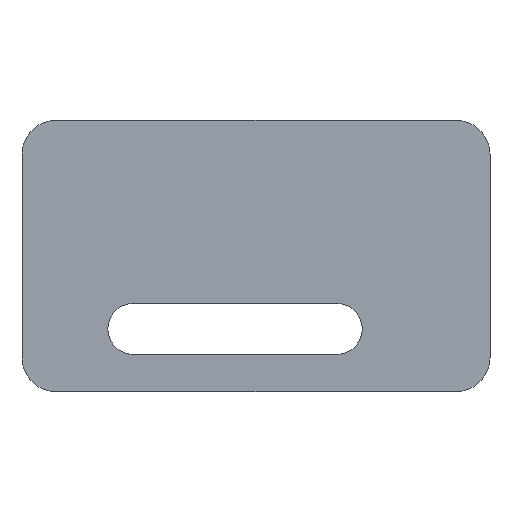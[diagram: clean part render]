
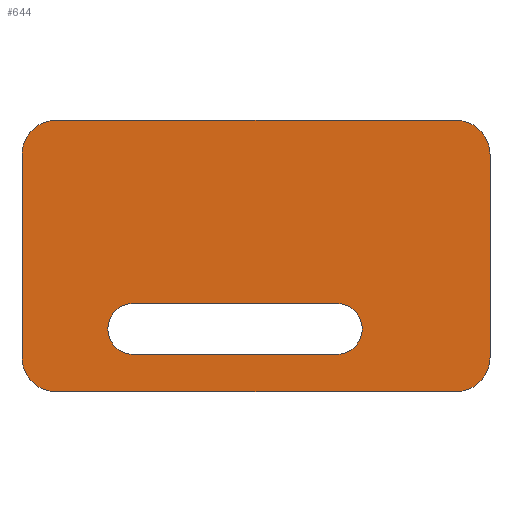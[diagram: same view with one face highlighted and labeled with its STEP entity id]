
A CAD part, top view. The second image highlights one B-rep face of the part: STEP entity #644.
In plain terms, the highlighted planar face has unit normal (0, 0, 1).
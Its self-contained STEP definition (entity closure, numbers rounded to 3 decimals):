
#6 = EDGE_CURVE ( 'NONE', #1116, #48, #1041, .T. ) ;
#30 = CIRCLE ( 'NONE', #707, 7.5 ) ;
#47 = ORIENTED_EDGE ( 'NONE', *, *, #1026, .F. ) ;
#48 = VERTEX_POINT ( 'NONE', #793 ) ;
#53 = DIRECTION ( 'NONE',  ( 0., 1., 0. ) ) ;
#56 = CARTESIAN_POINT ( 'NONE',  ( 146.5, 10.408, 4. ) ) ;
#61 = LINE ( 'NONE', #799, #626 ) ;
#100 = EDGE_CURVE ( 'NONE', #463, #204, #539, .T. ) ;
#102 = EDGE_LOOP ( 'NONE', ( #333, #379, #397, #917, #1032, #926, #902, #1061 ) ) ;
#118 = CARTESIAN_POINT ( 'NONE',  ( 146.5, -59.592, 4. ) ) ;
#131 = DIRECTION ( 'NONE',  ( 1., 0., 0. ) ) ;
#146 = AXIS2_PLACEMENT_3D ( 'NONE', #1012, #352, #361 ) ;
#152 = CARTESIAN_POINT ( 'NONE',  ( 156.5, -49.592, 4. ) ) ;
#180 = VECTOR ( 'NONE', #407, 1000. ) ;
#188 = EDGE_CURVE ( 'NONE', #833, #323, #652, .T. ) ;
#204 = VERTEX_POINT ( 'NONE', #1182 ) ;
#214 = LINE ( 'NONE', #589, #180 ) ;
#221 = VECTOR ( 'NONE', #53, 1000. ) ;
#251 = CARTESIAN_POINT ( 'NONE',  ( 111.316, -41.092, 4. ) ) ;
#256 = AXIS2_PLACEMENT_3D ( 'NONE', #904, #892, #732 ) ;
#270 = ORIENTED_EDGE ( 'NONE', *, *, #849, .F. ) ;
#273 = CARTESIAN_POINT ( 'NONE',  ( 146.5, -59.592, 4. ) ) ;
#281 = VERTEX_POINT ( 'NONE', #563 ) ;
#289 = VERTEX_POINT ( 'NONE', #1045 ) ;
#295 = CARTESIAN_POINT ( 'NONE',  ( 146.5, 20.408, 4. ) ) ;
#321 = EDGE_CURVE ( 'NONE', #919, #375, #968, .T. ) ;
#323 = VERTEX_POINT ( 'NONE', #118 ) ;
#325 = CARTESIAN_POINT ( 'NONE',  ( 28.5, -59.592, 4. ) ) ;
#333 = ORIENTED_EDGE ( 'NONE', *, *, #971, .T. ) ;
#352 = DIRECTION ( 'NONE',  ( 0., 0., -1. ) ) ;
#353 = AXIS2_PLACEMENT_3D ( 'NONE', #711, #1081, #1071 ) ;
#360 = CARTESIAN_POINT ( 'NONE',  ( 111.316, -48.592, 4. ) ) ;
#361 = DIRECTION ( 'NONE',  ( -1., 0., 0. ) ) ;
#375 = VERTEX_POINT ( 'NONE', #856 ) ;
#379 = ORIENTED_EDGE ( 'NONE', *, *, #188, .T. ) ;
#386 = EDGE_CURVE ( 'NONE', #683, #944, #214, .T. ) ;
#396 = CIRCLE ( 'NONE', #256, 10. ) ;
#397 = ORIENTED_EDGE ( 'NONE', *, *, #894, .T. ) ;
#407 = DIRECTION ( 'NONE',  ( 1., 0., 0. ) ) ;
#415 = EDGE_LOOP ( 'NONE', ( #270, #936, #564, #1038, #47 ) ) ;
#422 = DIRECTION ( 'NONE',  ( -1., 0., 0. ) ) ;
#450 = DIRECTION ( 'NONE',  ( 0., 0., 1. ) ) ;
#463 = VERTEX_POINT ( 'NONE', #152 ) ;
#466 = DIRECTION ( 'NONE',  ( 1., 0., 0. ) ) ;
#480 = CARTESIAN_POINT ( 'NONE',  ( 43.816, -41.092, 4. ) ) ;
#486 = EDGE_CURVE ( 'NONE', #944, #289, #629, .T. ) ;
#513 = DIRECTION ( 'NONE',  ( 1., 0., 0. ) ) ;
#526 = EDGE_CURVE ( 'NONE', #48, #919, #937, .T. ) ;
#531 = CARTESIAN_POINT ( 'NONE',  ( 156.5, -49.592, 4. ) ) ;
#539 = LINE ( 'NONE', #531, #221 ) ;
#555 = VECTOR ( 'NONE', #466, 1000. ) ;
#563 = CARTESIAN_POINT ( 'NONE',  ( 51.316, -33.592, 4. ) ) ;
#564 = ORIENTED_EDGE ( 'NONE', *, *, #486, .F. ) ;
#589 = CARTESIAN_POINT ( 'NONE',  ( 51.316, -48.592, 4. ) ) ;
#592 = AXIS2_PLACEMENT_3D ( 'NONE', #1091, #450, #625 ) ;
#597 = AXIS2_PLACEMENT_3D ( 'NONE', #56, #789, #131 ) ;
#611 = CIRCLE ( 'NONE', #689, 7.5 ) ;
#615 = DIRECTION ( 'NONE',  ( 0., 0., 1. ) ) ;
#625 = DIRECTION ( 'NONE',  ( 1., 0., 0. ) ) ;
#626 = VECTOR ( 'NONE', #1167, 1000. ) ;
#629 = CIRCLE ( 'NONE', #648, 7.5 ) ;
#643 = VERTEX_POINT ( 'NONE', #480 ) ;
#644 = ADVANCED_FACE ( 'NONE', ( #848, #672 ), #825, .F. ) ;
#648 = AXIS2_PLACEMENT_3D ( 'NONE', #251, #615, #513 ) ;
#652 = LINE ( 'NONE', #273, #555 ) ;
#659 = DIRECTION ( 'NONE',  ( 0., 0., 1. ) ) ;
#664 = DIRECTION ( 'NONE',  ( 0., -1., 0. ) ) ;
#668 = DIRECTION ( 'NONE',  ( 1., 0., 0. ) ) ;
#672 = FACE_BOUND ( 'NONE', #415, .T. ) ;
#680 = CARTESIAN_POINT ( 'NONE',  ( 18.5, -49.592, 4. ) ) ;
#683 = VERTEX_POINT ( 'NONE', #720 ) ;
#684 = CARTESIAN_POINT ( 'NONE',  ( 51.316, -41.092, 4. ) ) ;
#689 = AXIS2_PLACEMENT_3D ( 'NONE', #684, #985, #1055 ) ;
#707 = AXIS2_PLACEMENT_3D ( 'NONE', #1115, #659, #668 ) ;
#711 = CARTESIAN_POINT ( 'NONE',  ( 28.5, 10.408, 4. ) ) ;
#720 = CARTESIAN_POINT ( 'NONE',  ( 51.316, -48.592, 4. ) ) ;
#732 = DIRECTION ( 'NONE',  ( -1., 0., 0. ) ) ;
#766 = EDGE_CURVE ( 'NONE', #204, #1116, #1112, .T. ) ;
#789 = DIRECTION ( 'NONE',  ( 0., 0., 1. ) ) ;
#793 = CARTESIAN_POINT ( 'NONE',  ( 28.5, 20.408, 4. ) ) ;
#799 = CARTESIAN_POINT ( 'NONE',  ( 51.316, -33.592, 4. ) ) ;
#825 = PLANE ( 'NONE',  #146 ) ;
#833 = VERTEX_POINT ( 'NONE', #325 ) ;
#848 = FACE_OUTER_BOUND ( 'NONE', #102, .T. ) ;
#849 = EDGE_CURVE ( 'NONE', #281, #643, #611, .T. ) ;
#856 = CARTESIAN_POINT ( 'NONE',  ( 18.5, -49.592, 4. ) ) ;
#882 = CARTESIAN_POINT ( 'NONE',  ( 146.5, 20.408, 4. ) ) ;
#892 = DIRECTION ( 'NONE',  ( 0., 0., 1. ) ) ;
#894 = EDGE_CURVE ( 'NONE', #323, #463, #1057, .T. ) ;
#902 = ORIENTED_EDGE ( 'NONE', *, *, #526, .T. ) ;
#904 = CARTESIAN_POINT ( 'NONE',  ( 28.5, -49.592, 4. ) ) ;
#917 = ORIENTED_EDGE ( 'NONE', *, *, #100, .T. ) ;
#919 = VERTEX_POINT ( 'NONE', #1079 ) ;
#926 = ORIENTED_EDGE ( 'NONE', *, *, #6, .T. ) ;
#936 = ORIENTED_EDGE ( 'NONE', *, *, #987, .F. ) ;
#937 = CIRCLE ( 'NONE', #353, 10. ) ;
#944 = VERTEX_POINT ( 'NONE', #360 ) ;
#968 = LINE ( 'NONE', #680, #1188 ) ;
#971 = EDGE_CURVE ( 'NONE', #375, #833, #396, .T. ) ;
#985 = DIRECTION ( 'NONE',  ( 0., 0., 1. ) ) ;
#987 = EDGE_CURVE ( 'NONE', #289, #281, #61, .T. ) ;
#1012 = CARTESIAN_POINT ( 'NONE',  ( 28.5, -49.592, 4. ) ) ;
#1026 = EDGE_CURVE ( 'NONE', #643, #683, #30, .T. ) ;
#1032 = ORIENTED_EDGE ( 'NONE', *, *, #766, .T. ) ;
#1038 = ORIENTED_EDGE ( 'NONE', *, *, #386, .F. ) ;
#1041 = LINE ( 'NONE', #882, #1092 ) ;
#1045 = CARTESIAN_POINT ( 'NONE',  ( 111.316, -33.592, 4. ) ) ;
#1055 = DIRECTION ( 'NONE',  ( 1., 0., 0. ) ) ;
#1057 = CIRCLE ( 'NONE', #592, 10. ) ;
#1061 = ORIENTED_EDGE ( 'NONE', *, *, #321, .T. ) ;
#1071 = DIRECTION ( 'NONE',  ( 1., 0., 0. ) ) ;
#1079 = CARTESIAN_POINT ( 'NONE',  ( 18.5, 10.408, 4. ) ) ;
#1081 = DIRECTION ( 'NONE',  ( 0., 0., 1. ) ) ;
#1091 = CARTESIAN_POINT ( 'NONE',  ( 146.5, -49.592, 4. ) ) ;
#1092 = VECTOR ( 'NONE', #422, 1000. ) ;
#1112 = CIRCLE ( 'NONE', #597, 10. ) ;
#1115 = CARTESIAN_POINT ( 'NONE',  ( 51.316, -41.092, 4. ) ) ;
#1116 = VERTEX_POINT ( 'NONE', #295 ) ;
#1167 = DIRECTION ( 'NONE',  ( -1., 0., 0. ) ) ;
#1182 = CARTESIAN_POINT ( 'NONE',  ( 156.5, 10.408, 4. ) ) ;
#1188 = VECTOR ( 'NONE', #664, 1000. ) ;
